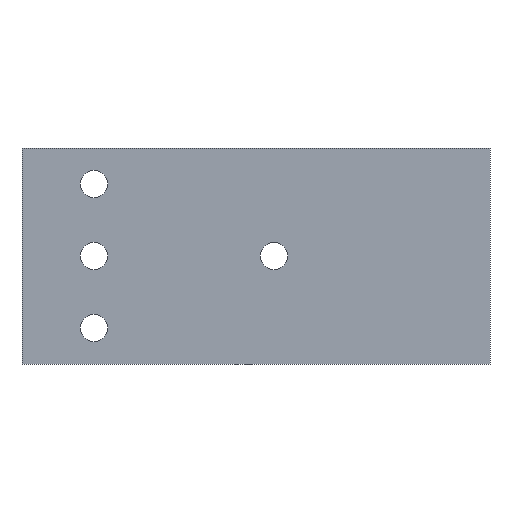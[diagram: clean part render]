
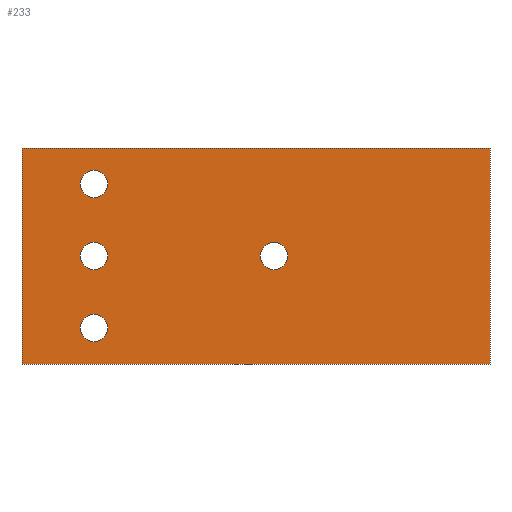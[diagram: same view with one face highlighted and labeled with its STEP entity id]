
A CAD part, left-side view. The second image highlights one B-rep face of the part: STEP entity #233.
In plain terms, the highlighted planar face has unit normal (-1, 0, 0).
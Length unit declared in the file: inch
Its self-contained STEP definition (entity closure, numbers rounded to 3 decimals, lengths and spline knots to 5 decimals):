
#19=FACE_BOUND('',#53,.T.);
#20=FACE_BOUND('',#54,.T.);
#21=FACE_BOUND('',#55,.T.);
#22=FACE_BOUND('',#56,.T.);
#28=PLANE('',#272);
#38=FACE_OUTER_BOUND('',#52,.T.);
#52=EDGE_LOOP('',(#209,#210,#211,#212));
#53=EDGE_LOOP('',(#213,#214));
#54=EDGE_LOOP('',(#215,#216));
#55=EDGE_LOOP('',(#217,#218));
#56=EDGE_LOOP('',(#219));
#61=LINE('',#383,#77);
#65=LINE('',#391,#81);
#68=LINE('',#397,#84);
#71=LINE('',#402,#87);
#77=VECTOR('',#319,0.3937);
#81=VECTOR('',#325,0.3937);
#84=VECTOR('',#330,0.3937);
#87=VECTOR('',#335,0.3937);
#91=CIRCLE('',#251,0.095);
#92=CIRCLE('',#252,0.095);
#95=CIRCLE('',#256,0.095);
#96=CIRCLE('',#257,0.095);
#99=CIRCLE('',#261,0.095);
#100=CIRCLE('',#262,0.095);
#103=CIRCLE('',#266,0.095);
#106=VERTEX_POINT('',#347);
#107=VERTEX_POINT('',#349);
#110=VERTEX_POINT('',#357);
#111=VERTEX_POINT('',#359);
#114=VERTEX_POINT('',#367);
#115=VERTEX_POINT('',#369);
#118=VERTEX_POINT('',#377);
#119=VERTEX_POINT('',#381);
#120=VERTEX_POINT('',#382);
#123=VERTEX_POINT('',#390);
#125=VERTEX_POINT('',#396);
#130=EDGE_CURVE('',#107,#106,#91,.T.);
#131=EDGE_CURVE('',#106,#107,#92,.T.);
#135=EDGE_CURVE('',#111,#110,#95,.T.);
#136=EDGE_CURVE('',#110,#111,#96,.T.);
#140=EDGE_CURVE('',#115,#114,#99,.T.);
#141=EDGE_CURVE('',#114,#115,#100,.T.);
#145=EDGE_CURVE('',#118,#118,#103,.T.);
#146=EDGE_CURVE('',#119,#120,#61,.T.);
#150=EDGE_CURVE('',#123,#119,#65,.T.);
#153=EDGE_CURVE('',#125,#123,#68,.T.);
#156=EDGE_CURVE('',#120,#125,#71,.T.);
#209=ORIENTED_EDGE('',*,*,#156,.F.);
#210=ORIENTED_EDGE('',*,*,#146,.F.);
#211=ORIENTED_EDGE('',*,*,#150,.F.);
#212=ORIENTED_EDGE('',*,*,#153,.F.);
#213=ORIENTED_EDGE('',*,*,#130,.T.);
#214=ORIENTED_EDGE('',*,*,#131,.T.);
#215=ORIENTED_EDGE('',*,*,#135,.T.);
#216=ORIENTED_EDGE('',*,*,#136,.T.);
#217=ORIENTED_EDGE('',*,*,#140,.T.);
#218=ORIENTED_EDGE('',*,*,#141,.T.);
#219=ORIENTED_EDGE('',*,*,#145,.T.);
#233=ADVANCED_FACE('',(#38,#19,#20,#21,#22),#28,.F.);
#251=AXIS2_PLACEMENT_3D('',#350,#282,#283);
#252=AXIS2_PLACEMENT_3D('',#351,#284,#285);
#256=AXIS2_PLACEMENT_3D('',#360,#293,#294);
#257=AXIS2_PLACEMENT_3D('',#361,#295,#296);
#261=AXIS2_PLACEMENT_3D('',#370,#304,#305);
#262=AXIS2_PLACEMENT_3D('',#371,#306,#307);
#266=AXIS2_PLACEMENT_3D('',#379,#315,#316);
#272=AXIS2_PLACEMENT_3D('',#405,#339,#340);
#282=DIRECTION('center_axis',(1.,0.,0.));
#283=DIRECTION('ref_axis',(0.,1.,0.));
#284=DIRECTION('center_axis',(1.,0.,0.));
#285=DIRECTION('ref_axis',(0.,1.,0.));
#293=DIRECTION('center_axis',(1.,0.,0.));
#294=DIRECTION('ref_axis',(0.,1.,0.));
#295=DIRECTION('center_axis',(1.,0.,0.));
#296=DIRECTION('ref_axis',(0.,1.,0.));
#304=DIRECTION('center_axis',(1.,0.,0.));
#305=DIRECTION('ref_axis',(0.,1.,0.));
#306=DIRECTION('center_axis',(1.,0.,0.));
#307=DIRECTION('ref_axis',(0.,1.,0.));
#315=DIRECTION('center_axis',(1.,0.,0.));
#316=DIRECTION('ref_axis',(0.,1.,0.));
#319=DIRECTION('',(0.,-1.,0.));
#325=DIRECTION('',(0.,0.,1.));
#330=DIRECTION('',(0.,1.,0.));
#335=DIRECTION('',(0.,0.,-1.));
#339=DIRECTION('center_axis',(1.,0.,0.));
#340=DIRECTION('ref_axis',(0.,1.,0.));
#347=CARTESIAN_POINT('',(0.,2.655,1.25));
#349=CARTESIAN_POINT('',(0.,2.845,1.25));
#350=CARTESIAN_POINT('Origin',(0.,2.75,1.25));
#351=CARTESIAN_POINT('Origin',(0.,2.75,1.25));
#357=CARTESIAN_POINT('',(0.,2.655,0.75));
#359=CARTESIAN_POINT('',(0.,2.845,0.75));
#360=CARTESIAN_POINT('Origin',(0.,2.75,0.75));
#361=CARTESIAN_POINT('Origin',(0.,2.75,0.75));
#367=CARTESIAN_POINT('',(0.,2.655,0.25));
#369=CARTESIAN_POINT('',(0.,2.845,0.25));
#370=CARTESIAN_POINT('Origin',(0.,2.75,0.25));
#371=CARTESIAN_POINT('Origin',(0.,2.75,0.25));
#377=CARTESIAN_POINT('',(0.,1.405,0.75));
#379=CARTESIAN_POINT('Origin',(0.,1.5,0.75));
#381=CARTESIAN_POINT('',(0.,3.25,1.5));
#382=CARTESIAN_POINT('',(0.,0.,1.5));
#383=CARTESIAN_POINT('',(0.,3.25,1.5));
#390=CARTESIAN_POINT('',(0.,3.25,0.));
#391=CARTESIAN_POINT('',(0.,3.25,0.));
#396=CARTESIAN_POINT('',(0.,0.,0.));
#397=CARTESIAN_POINT('',(0.,0.,0.));
#402=CARTESIAN_POINT('',(0.,0.,1.5));
#405=CARTESIAN_POINT('Origin',(0.,1.625,0.75));
